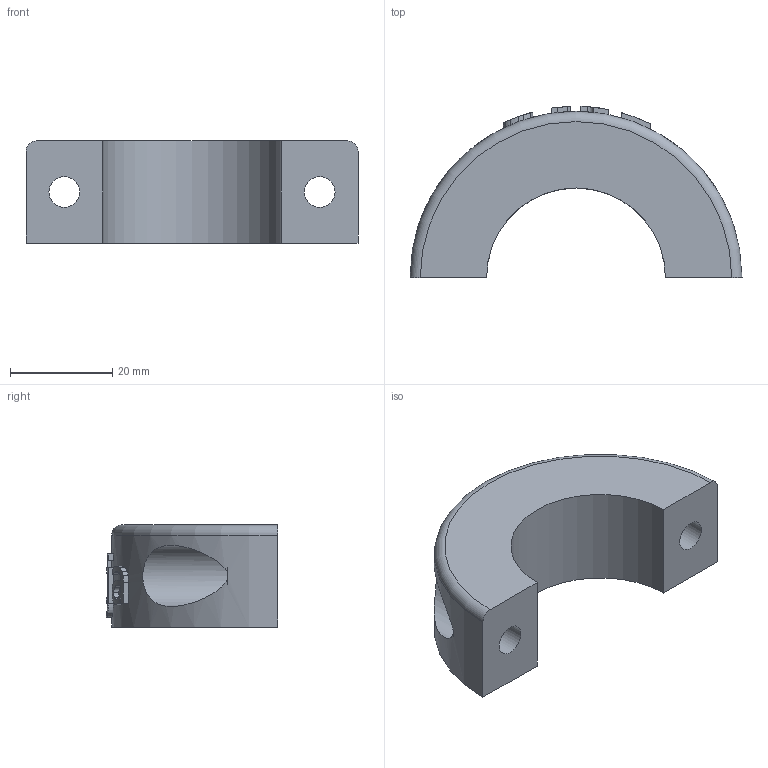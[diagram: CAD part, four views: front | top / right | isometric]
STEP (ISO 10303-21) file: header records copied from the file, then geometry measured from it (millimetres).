
FILE_DESCRIPTION(('FreeCAD Model'),'2;1');
FILE_NAME('Open CASCADE Shape Model','2023-01-22T14:46:13',(''),(''), 'Open CASCADE STEP processor 7.6','FreeCAD','Unknown');
FILE_SCHEMA(('AUTOMOTIVE_DESIGN { 1 0 10303 214 1 1 1 1 }'));
Length unit declared in the file: millimetre
Products named in the file (1): vorne oben fertig mit Elja
Bounding box: 65 x 33.49 x 20 mm (x, y, z)
Volume: 18197.1 mm3; surface area: 7886 mm2
Topology: 1 solids, 1 shells, 99 faces, 269 edges, 178 vertices
Faces by surface type: extrusion 71, cylinder 14, plane 8, bspline 3, cone 2, torus 1
Full cylindrical faces by diameter (mm): 6 x2, 12 x2
Entity records: 10998 total; most frequent: CARTESIAN_POINT 5620, DIRECTION 666, VECTOR 559, ORIENTED_EDGE 534, PCURVE 534, DEFINITIONAL_REPRESENTATION 534, LINE 488, B_SPLINE_CURVE_WITH_KNOTS 283
